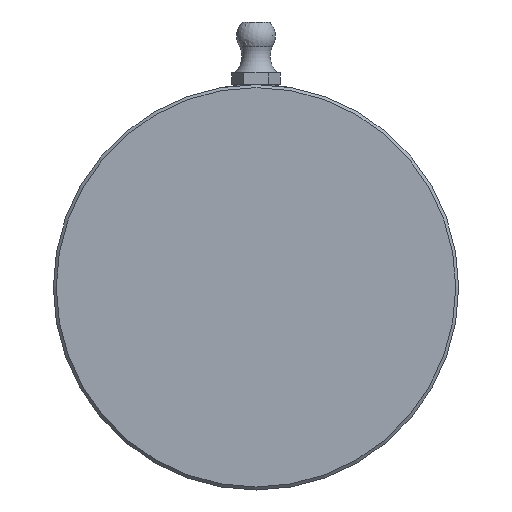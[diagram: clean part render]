
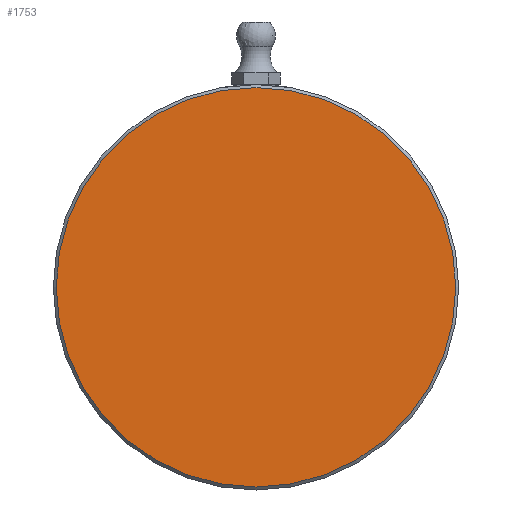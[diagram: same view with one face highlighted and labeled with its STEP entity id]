
A CAD part, front view. The second image highlights one B-rep face of the part: STEP entity #1753.
In plain terms, the highlighted planar face has unit normal (0, -1, 0).
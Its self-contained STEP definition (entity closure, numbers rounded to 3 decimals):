
#81=PLANE('',#1977);
#309=CIRCLE('',#1971,33.5);
#445=FACE_OUTER_BOUND('',#533,.T.);
#533=EDGE_LOOP('',(#1252));
#721=VERTEX_POINT('',#2949);
#925=EDGE_CURVE('',#721,#721,#309,.T.);
#1252=ORIENTED_EDGE('',*,*,#925,.F.);
#1753=ADVANCED_FACE('',(#445),#81,.T.);
#1971=AXIS2_PLACEMENT_3D('',#2950,#2261,#2262);
#1977=AXIS2_PLACEMENT_3D('',#2962,#2275,#2276);
#2261=DIRECTION('center_axis',(0.,1.,0.));
#2262=DIRECTION('ref_axis',(-1.,0.,0.));
#2275=DIRECTION('center_axis',(0.,-1.,0.));
#2276=DIRECTION('ref_axis',(0.,0.,-1.));
#2949=CARTESIAN_POINT('',(33.5,0.,0.));
#2950=CARTESIAN_POINT('Origin',(0.,0.,
0.));
#2962=CARTESIAN_POINT('Origin',(17.,0.,0.));
